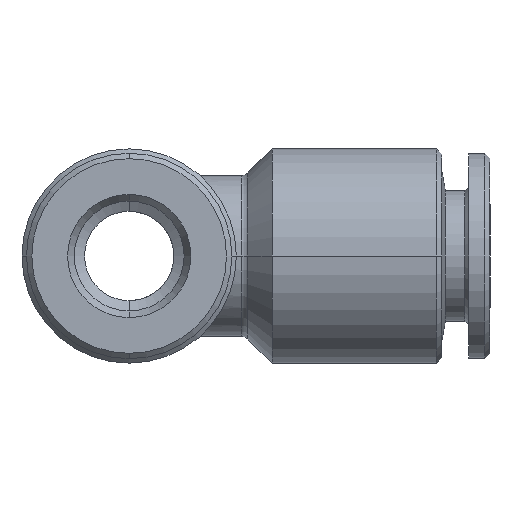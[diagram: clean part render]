
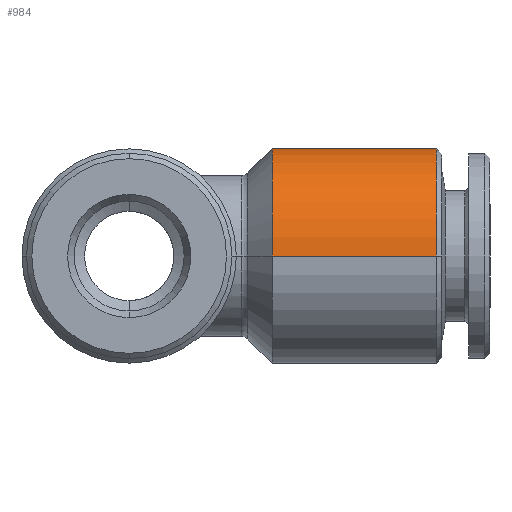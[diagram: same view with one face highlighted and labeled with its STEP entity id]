
A CAD part, left-side view. The second image highlights one B-rep face of the part: STEP entity #984.
In plain terms, the highlighted cylindrical face has radius 6 mm (diameter 12 mm), a partial arc.
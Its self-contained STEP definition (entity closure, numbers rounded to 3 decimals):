
#44 = CARTESIAN_POINT ( 'NONE',  ( 6., -17.2, 0. ) ) ;
#336 = DIRECTION ( 'NONE',  ( 0., 1., 0. ) ) ;
#337 = VECTOR ( 'NONE', #336, 1000. ) ;
#338 = CARTESIAN_POINT ( 'NONE',  ( 6., 0., 0. ) ) ;
#339 = LINE ( 'NONE', #338, #337 ) ;
#343 = CARTESIAN_POINT ( 'NONE',  ( 6., -8., 0. ) ) ;
#965 = ORIENTED_EDGE ( 'NONE', *, *, #966, .F. ) ;
#966 = EDGE_CURVE ( 'NONE', #1001, #994, #1788, .T. ) ;
#970 = ORIENTED_EDGE ( 'NONE', *, *, #971, .T. ) ;
#971 = EDGE_CURVE ( 'NONE', #1041, #994, #1816, .T. ) ;
#984 = ADVANCED_FACE ( 'NONE', ( #1875 ), #1877, .T. ) ;
#987 = EDGE_LOOP ( 'NONE', ( #1027, #1004, #970, #965 ) ) ;
#994 = VERTEX_POINT ( 'NONE', #1889 ) ;
#1001 = VERTEX_POINT ( 'NONE', #1919 ) ;
#1004 = ORIENTED_EDGE ( 'NONE', *, *, #1043, .T. ) ;
#1024 = EDGE_CURVE ( 'NONE', #1001, #1046, #2003, .T. ) ;
#1027 = ORIENTED_EDGE ( 'NONE', *, *, #1024, .T. ) ;
#1041 = VERTEX_POINT ( 'NONE', #343 ) ;
#1043 = EDGE_CURVE ( 'NONE', #1046, #1041, #339, .T. ) ;
#1046 = VERTEX_POINT ( 'NONE', #44 ) ;
#1766 = DIRECTION ( 'NONE',  ( 0., 1., 0. ) ) ;
#1767 = VECTOR ( 'NONE', #1766, 1000. ) ;
#1787 = CARTESIAN_POINT ( 'NONE',  ( -6., 0., 0. ) ) ;
#1788 = LINE ( 'NONE', #1787, #1767 ) ;
#1802 = DIRECTION ( 'NONE',  ( 0., -1., 0. ) ) ;
#1807 = AXIS2_PLACEMENT_3D ( 'NONE', #1815, #1802, #1817 ) ;
#1815 = CARTESIAN_POINT ( 'NONE',  ( 0., -8., 0. ) ) ;
#1816 = CIRCLE ( 'NONE', #1807, 6. ) ;
#1817 = DIRECTION ( 'NONE',  ( 1., 0., 0. ) ) ;
#1872 = CARTESIAN_POINT ( 'NONE',  ( 0., 0., 0. ) ) ;
#1875 = FACE_OUTER_BOUND ( 'NONE', #987, .T. ) ;
#1876 = AXIS2_PLACEMENT_3D ( 'NONE', #1872, #1878, #1888 ) ;
#1877 = CYLINDRICAL_SURFACE ( 'NONE', #1876, 6. ) ;
#1878 = DIRECTION ( 'NONE',  ( 0., 1., 0. ) ) ;
#1888 = DIRECTION ( 'NONE',  ( -1., 0., 0. ) ) ;
#1889 = CARTESIAN_POINT ( 'NONE',  ( -6., -8., 0. ) ) ;
#1919 = CARTESIAN_POINT ( 'NONE',  ( -6., -17.2, 0. ) ) ;
#2003 = CIRCLE ( 'NONE', #2062, 6. ) ;
#2007 = CARTESIAN_POINT ( 'NONE',  ( 0., -17.2, 0. ) ) ;
#2060 = DIRECTION ( 'NONE',  ( -1., 0., 0. ) ) ;
#2061 = DIRECTION ( 'NONE',  ( 0., 1., 0. ) ) ;
#2062 = AXIS2_PLACEMENT_3D ( 'NONE', #2007, #2061, #2060 ) ;
